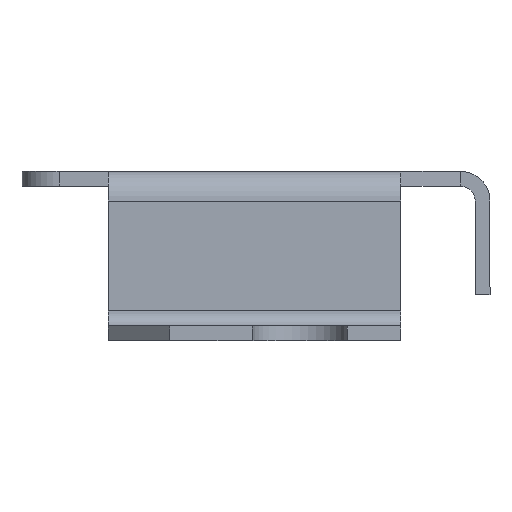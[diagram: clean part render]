
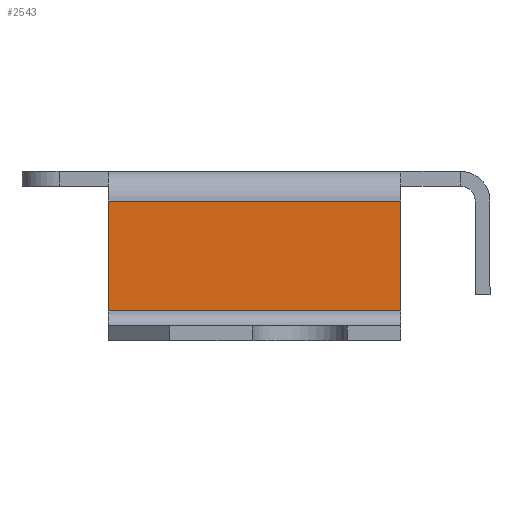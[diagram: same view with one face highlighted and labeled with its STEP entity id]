
A CAD part, left-side view. The second image highlights one B-rep face of the part: STEP entity #2543.
In plain terms, the highlighted planar face has unit normal (-1, 0, 0).
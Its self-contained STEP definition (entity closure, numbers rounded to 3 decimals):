
#2426=CARTESIAN_POINT('',(-4.001,2.502,0.508));
#2427=VERTEX_POINT('',#2426);
#2435=CARTESIAN_POINT('',(-4.001,2.502,2.388));
#2436=VERTEX_POINT('',#2435);
#2437=CARTESIAN_POINT('',(-4.001,2.502,2.388));
#2438=DIRECTION('',(0.0,0.0,-1.0));
#2439=VECTOR('',#2438,1.88);
#2440=LINE('',#2437,#2439);
#2441=EDGE_CURVE('',#2436,#2427,#2440,.T.);
#2494=CARTESIAN_POINT('',(-4.001,-2.502,2.388));
#2495=VERTEX_POINT('',#2494);
#2496=CARTESIAN_POINT('',(-4.001,-2.502,2.388));
#2497=DIRECTION('',(0.0,1.0,0.0));
#2498=VECTOR('',#2497,5.004);
#2499=LINE('',#2496,#2498);
#2500=EDGE_CURVE('',#2495,#2436,#2499,.T.);
#2520=CARTESIAN_POINT('',(-4.001,-2.502,2.388));
#2521=DIRECTION('',(-1.0,0.0,0.0));
#2522=DIRECTION('',(0.0,0.0,1.0));
#2523=AXIS2_PLACEMENT_3D('',#2520,#2521,#2522);
#2524=PLANE('',#2523);
#2525=ORIENTED_EDGE('',*,*,#2441,.T.);
#2526=CARTESIAN_POINT('',(-4.001,-2.502,0.508));
#2527=VERTEX_POINT('',#2526);
#2528=CARTESIAN_POINT('',(-4.001,-2.502,0.508));
#2529=DIRECTION('',(0.0,1.0,0.0));
#2530=VECTOR('',#2529,5.004);
#2531=LINE('',#2528,#2530);
#2532=EDGE_CURVE('',#2527,#2427,#2531,.T.);
#2533=ORIENTED_EDGE('',*,*,#2532,.F.);
#2534=CARTESIAN_POINT('',(-4.001,-2.502,0.508));
#2535=DIRECTION('',(0.0,0.0,1.0));
#2536=VECTOR('',#2535,1.88);
#2537=LINE('',#2534,#2536);
#2538=EDGE_CURVE('',#2527,#2495,#2537,.T.);
#2539=ORIENTED_EDGE('',*,*,#2538,.T.);
#2540=ORIENTED_EDGE('',*,*,#2500,.T.);
#2541=EDGE_LOOP('',(#2525,#2533,#2539,#2540));
#2542=FACE_OUTER_BOUND('',#2541,.T.);
#2543=ADVANCED_FACE('',(#2542),#2524,.T.);
